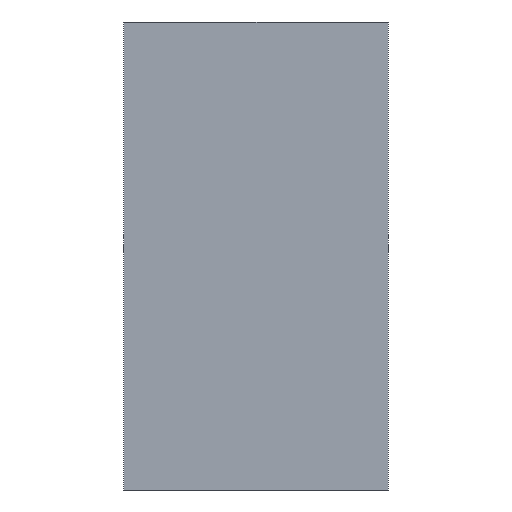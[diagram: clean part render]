
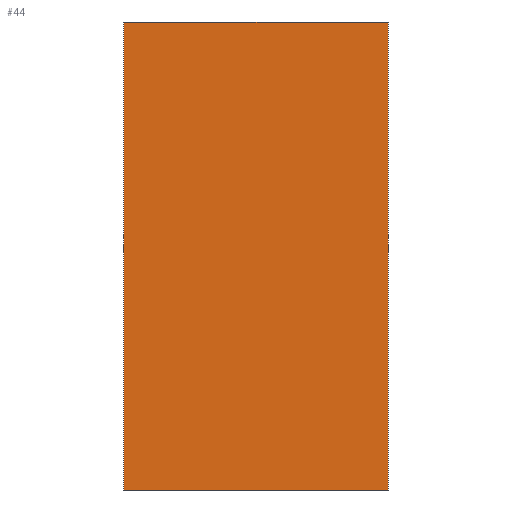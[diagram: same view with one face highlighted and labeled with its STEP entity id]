
A CAD part, left-side view. The second image highlights one B-rep face of the part: STEP entity #44.
In plain terms, the highlighted planar face has unit normal (-1, 0, 0).
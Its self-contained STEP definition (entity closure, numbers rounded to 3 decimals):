
#44 = ADVANCED_FACE( '', ( #88 ), #89, .F. );
#88 = FACE_OUTER_BOUND( '', #125, .T. );
#89 = PLANE( '', #126 );
#125 = EDGE_LOOP( '', ( #183, #184, #185, #186 ) );
#126 = AXIS2_PLACEMENT_3D( '', #187, #188, #189 );
#183 = ORIENTED_EDGE( '', *, *, #202, .T. );
#184 = ORIENTED_EDGE( '', *, *, #217, .F. );
#185 = ORIENTED_EDGE( '', *, *, #214, .F. );
#186 = ORIENTED_EDGE( '', *, *, #210, .T. );
#187 = CARTESIAN_POINT( '', ( -173., 21.5, 76. ) );
#188 = DIRECTION( '', ( 1., 0., 0. ) );
#189 = DIRECTION( '', ( 0., 0., -1. ) );
#202 = EDGE_CURVE( '', #226, #230, #232, .T. );
#210 = EDGE_CURVE( '', #243, #226, #244, .T. );
#214 = EDGE_CURVE( '', #243, #249, #250, .T. );
#217 = EDGE_CURVE( '', #249, #230, #253, .T. );
#226 = VERTEX_POINT( '', #262 );
#230 = VERTEX_POINT( '', #268 );
#232 = LINE( '', #271, #272 );
#243 = VERTEX_POINT( '', #286 );
#244 = LINE( '', #287, #288 );
#249 = VERTEX_POINT( '', #294 );
#250 = LINE( '', #295, #296 );
#253 = LINE( '', #300, #301 );
#262 = CARTESIAN_POINT( '', ( -173., 21.5, 0. ) );
#268 = CARTESIAN_POINT( '', ( -173., -21.5, 0. ) );
#271 = CARTESIAN_POINT( '', ( -173., 21.5, 0. ) );
#272 = VECTOR( '', #313, 1000. );
#286 = CARTESIAN_POINT( '', ( -173., 21.5, 76. ) );
#287 = CARTESIAN_POINT( '', ( -173., 21.5, 76. ) );
#288 = VECTOR( '', #320, 1000. );
#294 = CARTESIAN_POINT( '', ( -173., -21.5, 76. ) );
#295 = CARTESIAN_POINT( '', ( -173., 21.5, 76. ) );
#296 = VECTOR( '', #325, 1000. );
#300 = CARTESIAN_POINT( '', ( -173., -21.5, 76. ) );
#301 = VECTOR( '', #327, 1000. );
#313 = DIRECTION( '', ( 0., -1., 0. ) );
#320 = DIRECTION( '', ( 0., 0., -1. ) );
#325 = DIRECTION( '', ( 0., -1., 0. ) );
#327 = DIRECTION( '', ( 0., 0., -1. ) );
